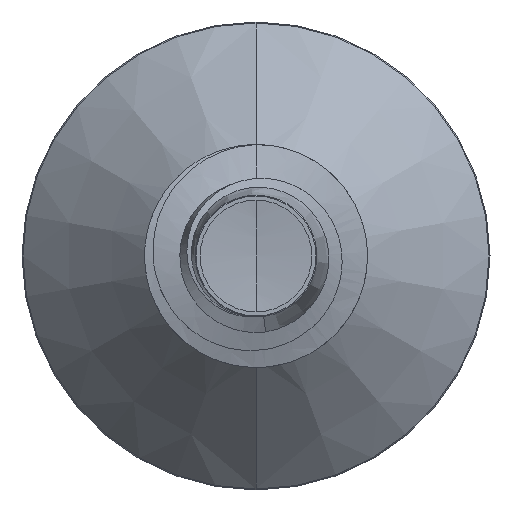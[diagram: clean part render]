
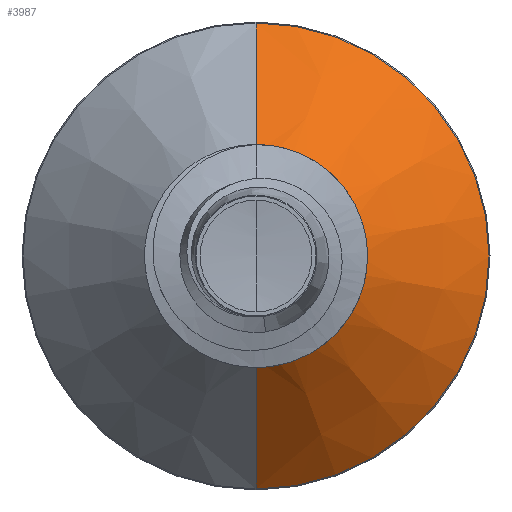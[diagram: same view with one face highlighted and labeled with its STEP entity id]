
A CAD part, front view. The second image highlights one B-rep face of the part: STEP entity #3987.
In plain terms, the highlighted conical face has half-angle 45 degrees and reference radius 1.857 mm.
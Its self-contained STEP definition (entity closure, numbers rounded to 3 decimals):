
#170 = VERTEX_POINT ( 'NONE', #8506 ) ;
#328 = EDGE_CURVE ( 'NONE', #3088, #1862, #862, .T. ) ;
#862 = CIRCLE ( 'NONE', #5655, 4.182 ) ;
#935 = VECTOR ( 'NONE', #8131, 1000. ) ;
#1862 = VERTEX_POINT ( 'NONE', #4672 ) ;
#2142 = AXIS2_PLACEMENT_3D ( 'NONE', #5308, #5299, #5264 ) ;
#2205 = DIRECTION ( 'NONE',  ( 0., 1., 0. ) ) ;
#2216 = DIRECTION ( 'NONE',  ( 0., 0., 1. ) ) ;
#2231 = DIRECTION ( 'NONE',  ( 0., 0.707, 0.707 ) ) ;
#2365 = CARTESIAN_POINT ( 'NONE',  ( 0., 3.957, 1.857 ) ) ;
#2456 = DIRECTION ( 'NONE',  ( 0., 0., 1. ) ) ;
#2868 = DIRECTION ( 'NONE',  ( 0., 1., 0. ) ) ;
#2911 = CARTESIAN_POINT ( 'NONE',  ( 0., 3.957, 0. ) ) ;
#3088 = VERTEX_POINT ( 'NONE', #6820 ) ;
#3098 = VERTEX_POINT ( 'NONE', #6777 ) ;
#3277 = EDGE_LOOP ( 'NONE', ( #8214, #3297, #3309, #8628 ) ) ;
#3297 = ORIENTED_EDGE ( 'NONE', *, *, #8535, .T. ) ;
#3309 = ORIENTED_EDGE ( 'NONE', *, *, #328, .F. ) ;
#3358 = CIRCLE ( 'NONE', #2142, 1.857 ) ;
#3987 = ADVANCED_FACE ( 'NONE', ( #10274 ), #10033, .T. ) ;
#4029 = EDGE_CURVE ( 'NONE', #3098, #3088, #6460, .T. ) ;
#4672 = CARTESIAN_POINT ( 'NONE',  ( 0., 6.282, -4.182 ) ) ;
#5264 = DIRECTION ( 'NONE',  ( 0., 0., 1. ) ) ;
#5299 = DIRECTION ( 'NONE',  ( 0., 1., 0. ) ) ;
#5308 = CARTESIAN_POINT ( 'NONE',  ( 0., 3.957, 0. ) ) ;
#5655 = AXIS2_PLACEMENT_3D ( 'NONE', #7417, #2205, #2216 ) ;
#5963 = LINE ( 'NONE', #8196, #935 ) ;
#6460 = LINE ( 'NONE', #2365, #8195 ) ;
#6777 = CARTESIAN_POINT ( 'NONE',  ( 0., 3.957, 1.857 ) ) ;
#6820 = CARTESIAN_POINT ( 'NONE',  ( 0., 6.282, 4.182 ) ) ;
#7417 = CARTESIAN_POINT ( 'NONE',  ( 0., 6.282, 0. ) ) ;
#7658 = EDGE_CURVE ( 'NONE', #3098, #170, #3358, .T. ) ;
#8131 = DIRECTION ( 'NONE',  ( 0., 0.707, -0.707 ) ) ;
#8195 = VECTOR ( 'NONE', #2231, 1000. ) ;
#8196 = CARTESIAN_POINT ( 'NONE',  ( 0., 3.957, -1.857 ) ) ;
#8214 = ORIENTED_EDGE ( 'NONE', *, *, #7658, .T. ) ;
#8506 = CARTESIAN_POINT ( 'NONE',  ( 0., 3.957, -1.857 ) ) ;
#8535 = EDGE_CURVE ( 'NONE', #170, #1862, #5963, .T. ) ;
#8628 = ORIENTED_EDGE ( 'NONE', *, *, #4029, .F. ) ;
#10033 = CONICAL_SURFACE ( 'NONE', #10338, 1.857, 0.785 ) ;
#10274 = FACE_OUTER_BOUND ( 'NONE', #3277, .T. ) ;
#10338 = AXIS2_PLACEMENT_3D ( 'NONE', #2911, #2868, #2456 ) ;
